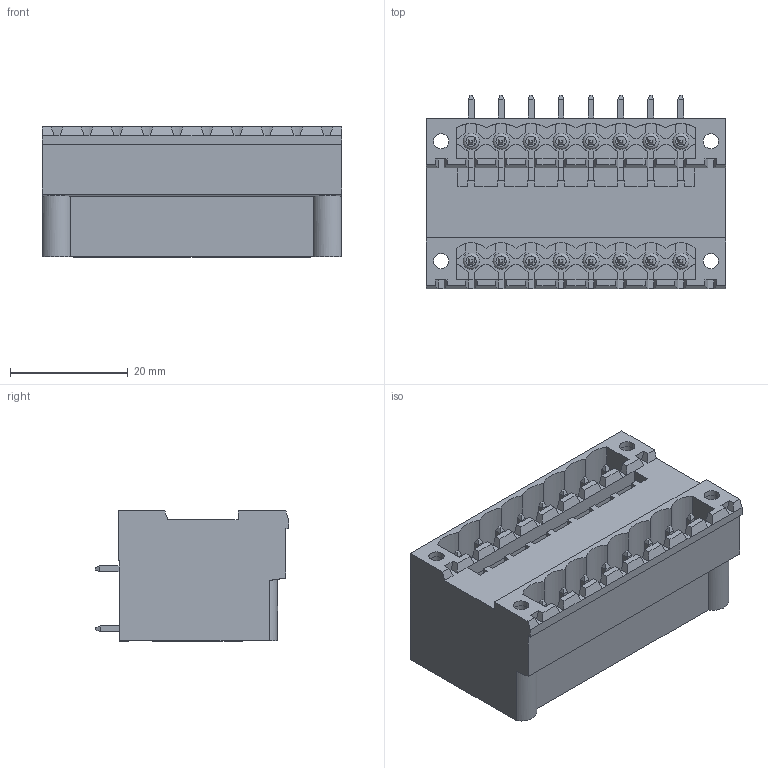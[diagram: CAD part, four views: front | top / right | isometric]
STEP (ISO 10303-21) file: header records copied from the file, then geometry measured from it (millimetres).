
FILE_DESCRIPTION( ( 'Unknown' ), '1' );
FILE_NAME( '691332510016.stp', 'Unknown', ( 'Unknown' ), ( 'Unknown' ), 'PSStep 15.0.49', 'Unknown', ' ' );
FILE_SCHEMA( ( 'AUTOMOTIVE_DESIGN { 1 0 10303 214 1 1 1 1 }' ) );
Length unit declared in the file: millimetre
Products named in the file (6): Assem1; 6913325100xx_PIN; 6913325100xx_PIN LONGUE; 6913325100xx_INSERT; 691333500016_CAPOT; 691333500016
Assembly tree (22 placements, depth 2):
  Assem1
    6913325100xx_PIN  x8
    6913325100xx_PIN LONGUE  x8
    6913325100xx_INSERT  x4
    691333500016_CAPOT
    691333500016
Bounding box: 50.8 x 32.8 x 22.1 mm (x, y, z)
Volume: 11106.3 mm3; surface area: 21449.9 mm2
Topology: 22 solids, 22 shells, 1312 faces, 3510 edges, 2278 vertices
Faces by surface type: plane 1188, cylinder 100, torus 24
Full cylindrical faces by diameter (mm): 1.7 x14, 2.6 x8, 2.75 x16
Entity records: 41372 total; most frequent: CARTESIAN_POINT 6062, ORIENTED_EDGE 5688, DIRECTION 5176, EDGE_CURVE 2844, LINE 2616, VECTOR 2616, VERTEX_POINT 1902, AXIS2_PLACEMENT_3D 1280
